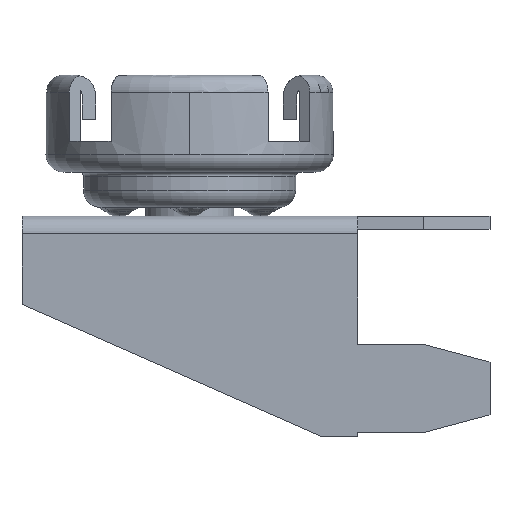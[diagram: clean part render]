
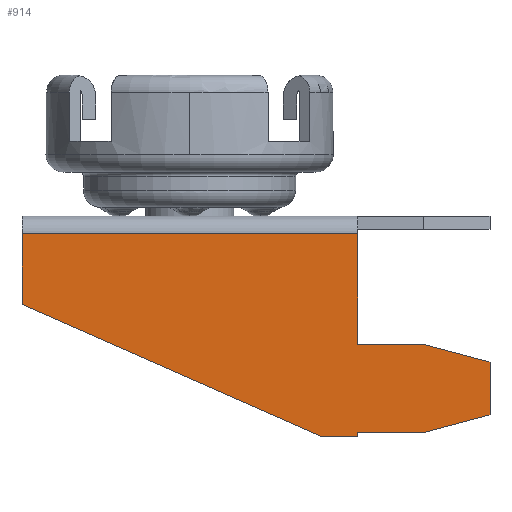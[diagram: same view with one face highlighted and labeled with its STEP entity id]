
A CAD part, left-side view. The second image highlights one B-rep face of the part: STEP entity #914.
In plain terms, the highlighted planar face has unit normal (-1, 0, 0).
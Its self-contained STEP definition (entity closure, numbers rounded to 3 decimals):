
#57 = CARTESIAN_POINT ( 'NONE',  ( -4.825, 0., -4.195 ) ) ;
#130 = LINE ( 'NONE', #1977, #3563 ) ;
#170 = CARTESIAN_POINT ( 'NONE',  ( -4.825, 3.81, -3.685 ) ) ;
#184 = AXIS2_PLACEMENT_3D ( 'NONE', #1857, #4859, #4788 ) ;
#185 = VECTOR ( 'NONE', #5091, 1000. ) ;
#228 = DIRECTION ( 'NONE',  ( 0., 0.966, -0.259 ) ) ;
#333 = EDGE_CURVE ( 'NONE', #1211, #2036, #655, .T. ) ;
#399 = EDGE_CURVE ( 'NONE', #4392, #3924, #1519, .T. ) ;
#422 = VERTEX_POINT ( 'NONE', #57 ) ;
#512 = ORIENTED_EDGE ( 'NONE', *, *, #2583, .F. ) ;
#514 = ORIENTED_EDGE ( 'NONE', *, *, #3815, .F. ) ;
#541 = LINE ( 'NONE', #543, #2408 ) ;
#543 = CARTESIAN_POINT ( 'NONE',  ( -4.825, 1.049, -3.914 ) ) ;
#655 = LINE ( 'NONE', #1696, #5029 ) ;
#719 = ORIENTED_EDGE ( 'NONE', *, *, #1062, .T. ) ;
#883 = DIRECTION ( 'NONE',  ( 0., -0.915, -0.404 ) ) ;
#914 = ADVANCED_FACE ( 'NONE', ( #3893 ), #2701, .F. ) ;
#965 = EDGE_CURVE ( 'NONE', #2344, #3721, #130, .T. ) ;
#1062 = EDGE_CURVE ( 'NONE', #3714, #4392, #3105, .T. ) ;
#1161 = CARTESIAN_POINT ( 'NONE',  ( -4.825, 13.46, 0. ) ) ;
#1211 = VERTEX_POINT ( 'NONE', #3372 ) ;
#1219 = VERTEX_POINT ( 'NONE', #5055 ) ;
#1244 = ORIENTED_EDGE ( 'NONE', *, *, #2813, .F. ) ;
#1328 = VECTOR ( 'NONE', #4935, 1000. ) ;
#1349 = CARTESIAN_POINT ( 'NONE',  ( -4.825, 3.81, -0.5 ) ) ;
#1492 = CARTESIAN_POINT ( 'NONE',  ( -4.825, 3.81, -6.35 ) ) ;
#1519 = LINE ( 'NONE', #2586, #2785 ) ;
#1562 = EDGE_CURVE ( 'NONE', #2899, #1211, #4878, .T. ) ;
#1615 = LINE ( 'NONE', #4008, #4190 ) ;
#1696 = CARTESIAN_POINT ( 'NONE',  ( -4.825, 0., -6.225 ) ) ;
#1857 = CARTESIAN_POINT ( 'NONE',  ( -4.825, 0., 0. ) ) ;
#1885 = CARTESIAN_POINT ( 'NONE',  ( -4.825, 1.905, -6.225 ) ) ;
#1977 = CARTESIAN_POINT ( 'NONE',  ( -4.825, 0., -3.685 ) ) ;
#2036 = VERTEX_POINT ( 'NONE', #1885 ) ;
#2091 = EDGE_CURVE ( 'NONE', #1219, #2036, #1615, .T. ) ;
#2119 = CARTESIAN_POINT ( 'NONE',  ( -4.825, 0., 0. ) ) ;
#2328 = ORIENTED_EDGE ( 'NONE', *, *, #333, .T. ) ;
#2344 = VERTEX_POINT ( 'NONE', #170 ) ;
#2402 = DIRECTION ( 'NONE',  ( 0., 0., -1. ) ) ;
#2407 = EDGE_LOOP ( 'NONE', ( #719, #3202, #3754, #4200, #2328, #3131, #512, #514, #4773, #3523, #1244 ) ) ;
#2408 = VECTOR ( 'NONE', #4683, 1000. ) ;
#2469 = DIRECTION ( 'NONE',  ( 0., 0., -1. ) ) ;
#2576 = CARTESIAN_POINT ( 'NONE',  ( -4.825, 3.81, 0. ) ) ;
#2583 = EDGE_CURVE ( 'NONE', #422, #1219, #3789, .T. ) ;
#2586 = CARTESIAN_POINT ( 'NONE',  ( -4.825, 13.46, -2.54 ) ) ;
#2701 = PLANE ( 'NONE',  #184 ) ;
#2785 = VECTOR ( 'NONE', #883, 1000. ) ;
#2804 = DIRECTION ( 'NONE',  ( 0., -1., 0. ) ) ;
#2805 = CARTESIAN_POINT ( 'NONE',  ( -4.825, 4.83, -6.35 ) ) ;
#2813 = EDGE_CURVE ( 'NONE', #3714, #3766, #5119, .T. ) ;
#2829 = DIRECTION ( 'NONE',  ( 0., 0., 1. ) ) ;
#2899 = VERTEX_POINT ( 'NONE', #1492 ) ;
#3105 = LINE ( 'NONE', #1161, #4164 ) ;
#3131 = ORIENTED_EDGE ( 'NONE', *, *, #2091, .F. ) ;
#3192 = VECTOR ( 'NONE', #5203, 1000. ) ;
#3202 = ORIENTED_EDGE ( 'NONE', *, *, #399, .T. ) ;
#3372 = CARTESIAN_POINT ( 'NONE',  ( -4.825, 3.81, -6.225 ) ) ;
#3388 = DIRECTION ( 'NONE',  ( 0., -1., 0. ) ) ;
#3442 = VECTOR ( 'NONE', #2829, 1000. ) ;
#3470 = CARTESIAN_POINT ( 'NONE',  ( -4.825, 1.905, -3.685 ) ) ;
#3523 = ORIENTED_EDGE ( 'NONE', *, *, #4483, .T. ) ;
#3563 = VECTOR ( 'NONE', #2804, 1000. ) ;
#3714 = VERTEX_POINT ( 'NONE', #3757 ) ;
#3721 = VERTEX_POINT ( 'NONE', #3470 ) ;
#3754 = ORIENTED_EDGE ( 'NONE', *, *, #5120, .T. ) ;
#3757 = CARTESIAN_POINT ( 'NONE',  ( -4.825, 13.46, -0.5 ) ) ;
#3766 = VERTEX_POINT ( 'NONE', #1349 ) ;
#3789 = LINE ( 'NONE', #2119, #4195 ) ;
#3815 = EDGE_CURVE ( 'NONE', #3721, #422, #541, .T. ) ;
#3893 = FACE_OUTER_BOUND ( 'NONE', #2407, .T. ) ;
#3924 = VERTEX_POINT ( 'NONE', #2805 ) ;
#3959 = CARTESIAN_POINT ( 'NONE',  ( -4.825, 0., -6.35 ) ) ;
#4008 = CARTESIAN_POINT ( 'NONE',  ( -4.825, -1.429, -5.332 ) ) ;
#4164 = VECTOR ( 'NONE', #2402, 1000. ) ;
#4190 = VECTOR ( 'NONE', #228, 1000. ) ;
#4195 = VECTOR ( 'NONE', #2469, 1000. ) ;
#4200 = ORIENTED_EDGE ( 'NONE', *, *, #1562, .T. ) ;
#4392 = VERTEX_POINT ( 'NONE', #5206 ) ;
#4483 = EDGE_CURVE ( 'NONE', #2344, #3766, #4510, .T. ) ;
#4510 = LINE ( 'NONE', #4929, #3442 ) ;
#4683 = DIRECTION ( 'NONE',  ( 0., -0.966, -0.259 ) ) ;
#4696 = LINE ( 'NONE', #3959, #1328 ) ;
#4773 = ORIENTED_EDGE ( 'NONE', *, *, #965, .F. ) ;
#4785 = CARTESIAN_POINT ( 'NONE',  ( -4.825, 3.81, -0.5 ) ) ;
#4788 = DIRECTION ( 'NONE',  ( 0., 0., -1. ) ) ;
#4859 = DIRECTION ( 'NONE',  ( 1., 0., 0. ) ) ;
#4878 = LINE ( 'NONE', #2576, #185 ) ;
#4929 = CARTESIAN_POINT ( 'NONE',  ( -4.825, 3.81, 0. ) ) ;
#4935 = DIRECTION ( 'NONE',  ( 0., -1., 0. ) ) ;
#5029 = VECTOR ( 'NONE', #3388, 1000. ) ;
#5055 = CARTESIAN_POINT ( 'NONE',  ( -4.825, 0., -5.715 ) ) ;
#5091 = DIRECTION ( 'NONE',  ( 0., 0., 1. ) ) ;
#5119 = LINE ( 'NONE', #4785, #3192 ) ;
#5120 = EDGE_CURVE ( 'NONE', #3924, #2899, #4696, .T. ) ;
#5203 = DIRECTION ( 'NONE',  ( 0., -1., 0. ) ) ;
#5206 = CARTESIAN_POINT ( 'NONE',  ( -4.825, 13.46, -2.54 ) ) ;
